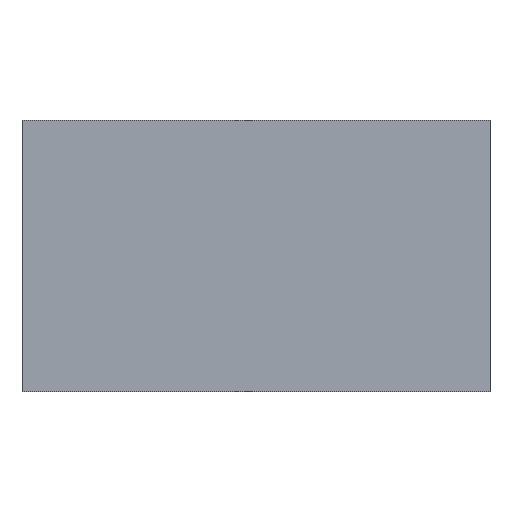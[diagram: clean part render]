
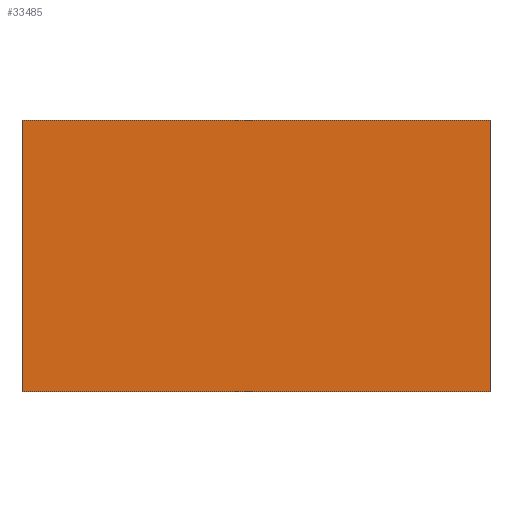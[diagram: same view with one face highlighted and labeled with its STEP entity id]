
A CAD part, top view. The second image highlights one B-rep face of the part: STEP entity #33485.
In plain terms, the highlighted planar face has unit normal (0, 0, 1).
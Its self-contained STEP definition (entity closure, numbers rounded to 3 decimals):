
#3303=FACE_OUTER_BOUND('',#5345,.T.);
#5345=EDGE_LOOP('',(#28919,#28920,#28921,#28922));
#8741=LINE('',#54959,#12505);
#8744=LINE('',#54965,#12508);
#8747=LINE('',#54971,#12511);
#8750=LINE('',#54975,#12514);
#12505=VECTOR('',#43199,10.);
#12508=VECTOR('',#43204,10.);
#12511=VECTOR('',#43209,10.);
#12514=VECTOR('',#43214,10.);
#15863=VERTEX_POINT('',#54956);
#15864=VERTEX_POINT('',#54958);
#15866=VERTEX_POINT('',#54964);
#15868=VERTEX_POINT('',#54970);
#20305=EDGE_CURVE('',#15864,#15863,#8741,.T.);
#20308=EDGE_CURVE('',#15866,#15864,#8744,.T.);
#20311=EDGE_CURVE('',#15868,#15866,#8747,.T.);
#20314=EDGE_CURVE('',#15863,#15868,#8750,.T.);
#28919=ORIENTED_EDGE('',*,*,#20314,.T.);
#28920=ORIENTED_EDGE('',*,*,#20311,.T.);
#28921=ORIENTED_EDGE('',*,*,#20308,.T.);
#28922=ORIENTED_EDGE('',*,*,#20305,.T.);
#31743=PLANE('',#35879);
#33485=ADVANCED_FACE('',(#3303),#31743,.T.);
#35879=AXIS2_PLACEMENT_3D('',#54976,#43215,#43216);
#43199=DIRECTION('',(0.,-1.,0.));
#43204=DIRECTION('',(-1.,0.,0.));
#43209=DIRECTION('',(0.,1.,0.));
#43214=DIRECTION('',(1.,0.,0.));
#43215=DIRECTION('center_axis',(0.,0.,1.));
#43216=DIRECTION('ref_axis',(1.,0.,0.));
#54956=CARTESIAN_POINT('',(-198.,-10.,29.5));
#54958=CARTESIAN_POINT('',(-198.,220.,29.5));
#54959=CARTESIAN_POINT('',(-198.,220.,29.5));
#54964=CARTESIAN_POINT('',(198.,220.,29.5));
#54965=CARTESIAN_POINT('',(198.,220.,29.5));
#54970=CARTESIAN_POINT('',(198.,-10.,29.5));
#54971=CARTESIAN_POINT('',(198.,-10.,29.5));
#54975=CARTESIAN_POINT('',(-198.,-10.,29.5));
#54976=CARTESIAN_POINT('Origin',(0.,105.,29.5));
